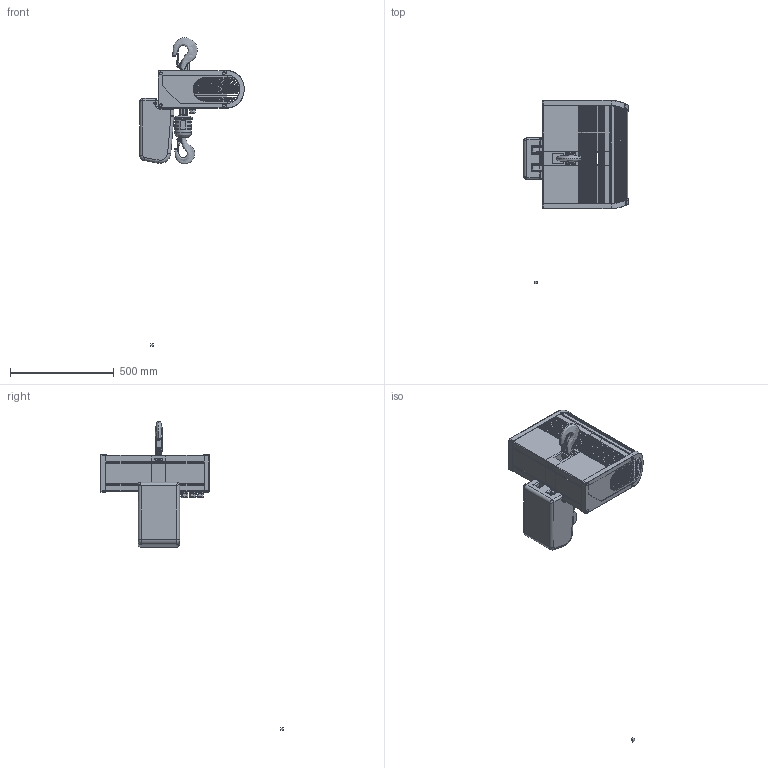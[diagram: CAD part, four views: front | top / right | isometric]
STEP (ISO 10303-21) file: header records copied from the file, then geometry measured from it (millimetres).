
FILE_DESCRIPTION(('STEP AP214'),'1');
FILE_NAME('temp1.stp','2014-09-19T05:55:47',(' '),(' '),'Spatial InterOp 3D',' ',' ');
FILE_SCHEMA(('automotive_design'));
Length unit declared in the file: millimetre
Products named in the file (20): Crane_3D; Fixing; Frame2; Hoi_K10_center_frame2; Hoi_K10_Left_frame2; Hoi_K10_Right_frame2; EL_plugs; H1-1448612_CLX10-HOOK; Cover_1; K10_1_cover2; K10_1_cover3; K10_1_cover1; HoiChaBag_K10_2; Hoi_KX10_Upp_Hook; 52355308_1; 53105300_1_MODEL; Hook_KX04_2; Block_K52; Hook_RSN04; Part_constr_2d
Assembly tree (19 placements, depth 4):
  Crane_3D
    Fixing
    H1-1448612_CLX10-HOOK
      Frame2
        Hoi_K10_center_frame2
        Hoi_K10_Left_frame2
        Hoi_K10_Right_frame2
        EL_plugs
      Cover_1
        K10_1_cover2
        K10_1_cover3
        K10_1_cover1
      HoiChaBag_K10_2
      Hoi_KX10_Upp_Hook
        52355308_1
        53105300_1_MODEL
    Hook_KX04_2
      Block_K52
      Hook_RSN04
    Part_constr_2d
Bounding box: 503.5 x 880 x 1487 mm (x, y, z)
Volume: 7451038.3 mm3; surface area: 2461506.5 mm2
Topology: 14 solids, 81 shells, 2189 faces, 6281 edges, 4123 vertices
Faces by surface type: cylinder 1092, plane 835, bspline 110, torus 72, cone 44, revolution 24, sphere 12
Entity records: 127182 total; most frequent: CARTESIAN_POINT 37748, DIRECTION 12328, ORIENTED_EDGE 12176, EDGE_CURVE 6259, STYLED_ITEM 4942, PRESENTATION_STYLE_ASSIGNMENT 4942, COLOUR_RGB 4942, AXIS2_PLACEMENT_3D 4449
